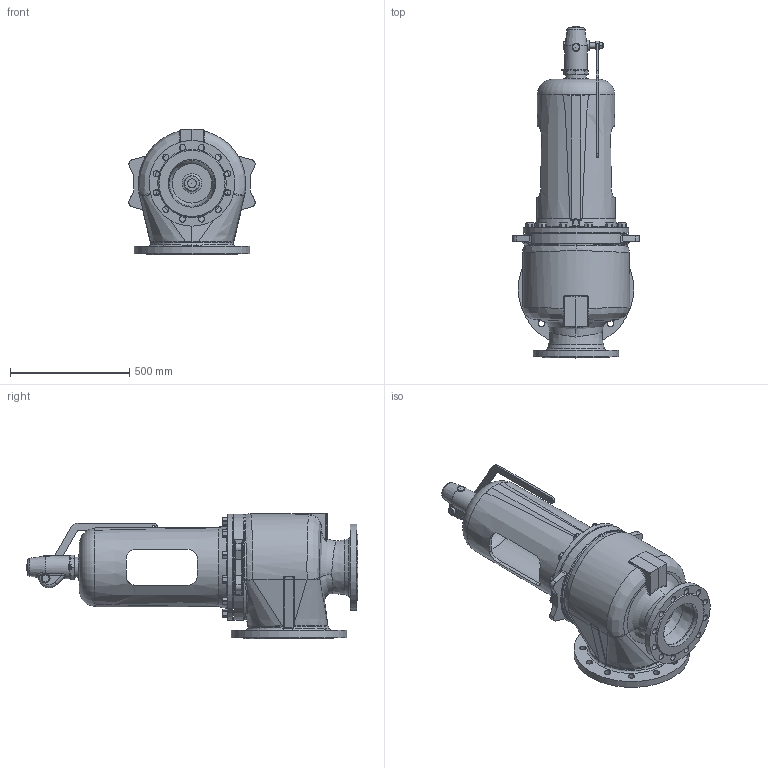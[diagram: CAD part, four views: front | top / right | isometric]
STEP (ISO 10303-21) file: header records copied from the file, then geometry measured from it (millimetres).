
FILE_DESCRIPTION(/* description */ (''),/* implementation_level */ '2;1');
FILE_NAME(/* name */ 'AT4547BS_106719.step',/* time_stamp */ '2025-08-07T14:55:49+02:00',/* author */ (''),/* organization */ (''),/* preprocessor_version */ 'ST-DEVELOPER v20.1',/* originating_system */ 'Autodesk Translation Framework v14.10.0.0',/* authorisation */ '');
FILE_SCHEMA (('AUTOMOTIVE_DESIGN { 1 0 10303 214 3 1 1 }'));
Products named in the file (10): 10000492807_G3D_000_ASM; 10000492808_G3D_000; 10000492809_G3D_000; 10000492810_G3D_000; 10000450054_G3D_000_ASM; 10000450055_G3D_000; 10000450056_G3D_000; 10000450057_G3D_000; 10000450034_G3D_000; 10000492811_G3D_000
Assembly tree (20 placements, depth 3):
  10000492807_G3D_000_ASM
    10000492808_G3D_000
    10000492809_G3D_000
    10000492810_G3D_000
    10000492811_G3D_000  x12
    10000450054_G3D_000_ASM
      10000450055_G3D_000
      10000450056_G3D_000
      10000450057_G3D_000
      10000450034_G3D_000
Bounding box: 530 x 1394 x 527 mm (x, y, z)
Volume: 32574259.6 mm3; surface area: 3845964.1 mm2
Topology: 19 solids, 19 shells, 1097 faces, 2770 edges, 1721 vertices
Faces by surface type: plane 304, bspline 262, cylinder 259, cone 225, torus 44, sphere 3
Full cylindrical faces by diameter (mm): 12 x1, 16 x3, 16.4 x1, 18 x12, 20 x24, 22 x3, 22.4 x1, 23 x12, 25 x1, 26 x24, 28 x1, 33.2 x1, 36 x1, 37 x1, 47.8 x1, 70 x1, 75 x1, 81 x1, 85 x1, 95 x1, 166 x1, 178 x1, 200 x1, 300 x1, 302 x1, 331 x1, 350 x2, 360 x1, 445 x2, 485 x1
Entity records: 71817 total; most frequent: CARTESIAN_POINT 53824, ORIENTED_EDGE 4122, DIRECTION 3126, EDGE_CURVE 2061, VERTEX_POINT 1303, AXIS2_PLACEMENT_3D 1267, EDGE_LOOP 920, FACE_OUTER_BOUND 800
